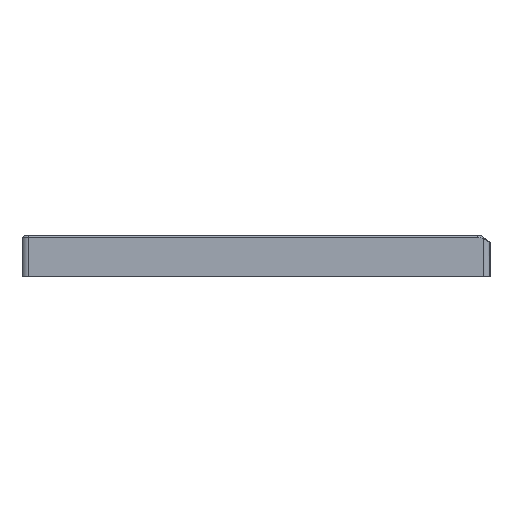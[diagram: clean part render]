
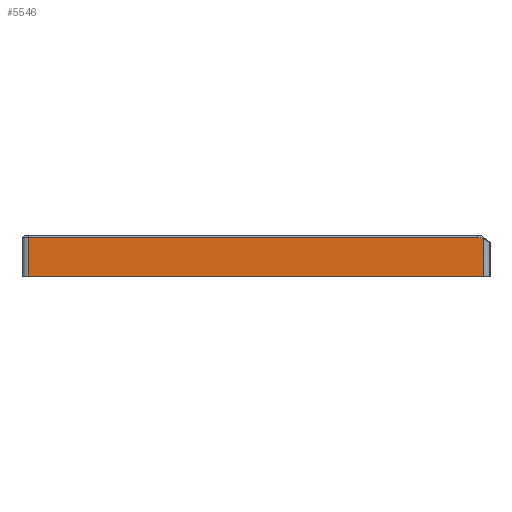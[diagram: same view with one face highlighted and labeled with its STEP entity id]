
A CAD part, left-side view. The second image highlights one B-rep face of the part: STEP entity #5546.
In plain terms, the highlighted planar face has unit normal (-1, 0, 0).
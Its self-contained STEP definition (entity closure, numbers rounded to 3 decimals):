
#105=PLANE('',#5935);
#567=FACE_OUTER_BOUND('',#910,.T.);
#910=EDGE_LOOP('',(#3806,#3807,#3808,#3809,#3810));
#1308=LINE('',#8534,#1841);
#1309=LINE('',#8536,#1842);
#1310=LINE('',#8538,#1843);
#1311=LINE('',#8539,#1844);
#1841=VECTOR('',#6665,10.);
#1842=VECTOR('',#6666,10.);
#1843=VECTOR('',#6667,10.);
#1844=VECTOR('',#6668,10.);
#2343=ELLIPSE('',#5934,2.915,1.5);
#2415=VERTEX_POINT('',#8522);
#2416=VERTEX_POINT('',#8524);
#2417=VERTEX_POINT('',#8533);
#2418=VERTEX_POINT('',#8535);
#2419=VERTEX_POINT('',#8537);
#2952=EDGE_CURVE('',#2415,#2416,#2343,.T.);
#2954=EDGE_CURVE('',#2417,#2415,#1308,.T.);
#2955=EDGE_CURVE('',#2418,#2417,#1309,.T.);
#2956=EDGE_CURVE('',#2419,#2418,#1310,.T.);
#2957=EDGE_CURVE('',#2416,#2419,#1311,.T.);
#3806=ORIENTED_EDGE('',*,*,#2952,.F.);
#3807=ORIENTED_EDGE('',*,*,#2954,.F.);
#3808=ORIENTED_EDGE('',*,*,#2955,.F.);
#3809=ORIENTED_EDGE('',*,*,#2956,.F.);
#3810=ORIENTED_EDGE('',*,*,#2957,.F.);
#5546=ADVANCED_FACE('',(#567),#105,.T.);
#5934=AXIS2_PLACEMENT_3D('',#8525,#6661,#6662);
#5935=AXIS2_PLACEMENT_3D('',#8532,#6663,#6664);
#6661=DIRECTION('center_axis',(1.,0.,0.));
#6662=DIRECTION('ref_axis',(0.,0.8,0.6));
#6663=DIRECTION('center_axis',(-1.,0.,0.));
#6664=DIRECTION('ref_axis',(0.,-1.,0.));
#6665=DIRECTION('',(0.,-1.,0.));
#6666=DIRECTION('',(0.,0.,1.));
#6667=DIRECTION('',(0.,1.,0.));
#6668=DIRECTION('',(0.,0.,-1.));
#8522=CARTESIAN_POINT('',(22.254,18.004,8.4));
#8524=CARTESIAN_POINT('',(22.254,16.818,8.13));
#8525=CARTESIAN_POINT('Origin',(22.254,16.59,6.279));
#8532=CARTESIAN_POINT('Origin',(22.254,127.568,1.5));
#8533=CARTESIAN_POINT('',(22.254,126.068,8.4));
#8534=CARTESIAN_POINT('',(22.254,100.106,8.4));
#8535=CARTESIAN_POINT('',(22.254,126.068,-1.));
#8536=CARTESIAN_POINT('',(22.254,126.068,1.5));
#8537=CARTESIAN_POINT('',(22.254,16.818,-1.));
#8538=CARTESIAN_POINT('',(22.254,16.818,-1.));
#8539=CARTESIAN_POINT('',(22.254,16.818,1.5));
